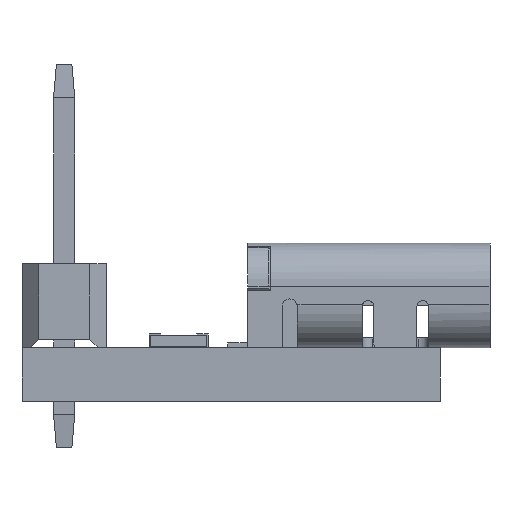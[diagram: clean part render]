
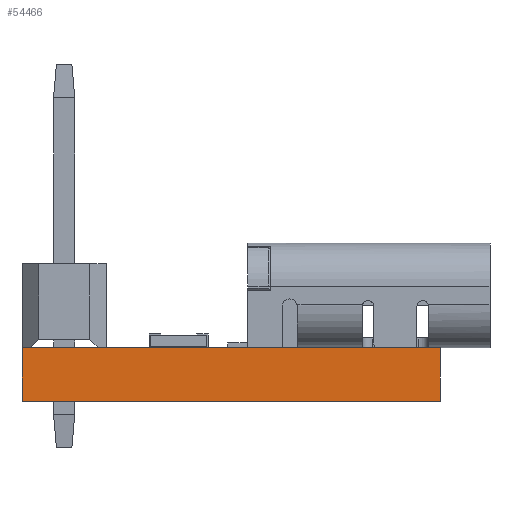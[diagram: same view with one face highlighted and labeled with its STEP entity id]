
A CAD part, left-side view. The second image highlights one B-rep face of the part: STEP entity #54466.
In plain terms, the highlighted planar face has unit normal (-1, 0, 0).
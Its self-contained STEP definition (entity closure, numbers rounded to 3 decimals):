
#50278=CARTESIAN_POINT('',(0.,0.,0.));
#50279=VERTEX_POINT('',#50278);
#50288=CARTESIAN_POINT('',(-0.,12.6,0.));
#50289=VERTEX_POINT('',#50288);
#50290=CARTESIAN_POINT('',(-0.,12.6,0.));
#50291=DIRECTION('',(0.,-1.,0.));
#50292=VECTOR('',#50291,12.6);
#50293=LINE('',#50290,#50292);
#50294=EDGE_CURVE('',#50289,#50279,#50293,.T.);
#54084=CARTESIAN_POINT('',(0.,0.,1.6));
#54085=VERTEX_POINT('',#54084);
#54102=CARTESIAN_POINT('',(-0.,12.6,1.6));
#54103=VERTEX_POINT('',#54102);
#54110=CARTESIAN_POINT('',(-0.,12.6,1.6));
#54111=DIRECTION('',(0.,-1.,0.));
#54112=VECTOR('',#54111,12.6);
#54113=LINE('',#54110,#54112);
#54114=EDGE_CURVE('',#54103,#54085,#54113,.T.);
#54374=CARTESIAN_POINT('',(0.,0.,1.6));
#54375=DIRECTION('',(0.,0.,-1.));
#54376=VECTOR('',#54375,1.6);
#54377=LINE('',#54374,#54376);
#54378=EDGE_CURVE('',#54085,#50279,#54377,.T.);
#54406=CARTESIAN_POINT('',(-0.,12.6,1.6));
#54407=DIRECTION('',(0.,0.,-1.));
#54408=VECTOR('',#54407,1.6);
#54409=LINE('',#54406,#54408);
#54410=EDGE_CURVE('',#54103,#50289,#54409,.T.);
#54455=CARTESIAN_POINT('',(-0.,6.3,1.6));
#54456=DIRECTION('',(1.,0.,0.));
#54457=DIRECTION('',(-0.,1.,0.));
#54458=AXIS2_PLACEMENT_3D('',#54455,#54456,#54457);
#54459=PLANE('',#54458);
#54460=ORIENTED_EDGE('',*,*,#50294,.T.);
#54461=ORIENTED_EDGE('',*,*,#54378,.F.);
#54462=ORIENTED_EDGE('',*,*,#54114,.F.);
#54463=ORIENTED_EDGE('',*,*,#54410,.T.);
#54464=EDGE_LOOP('',(#54460,#54461,#54462,#54463));
#54465=FACE_BOUND('',#54464,.T.);
#54466=ADVANCED_FACE('',(#54465),#54459,.F.);
